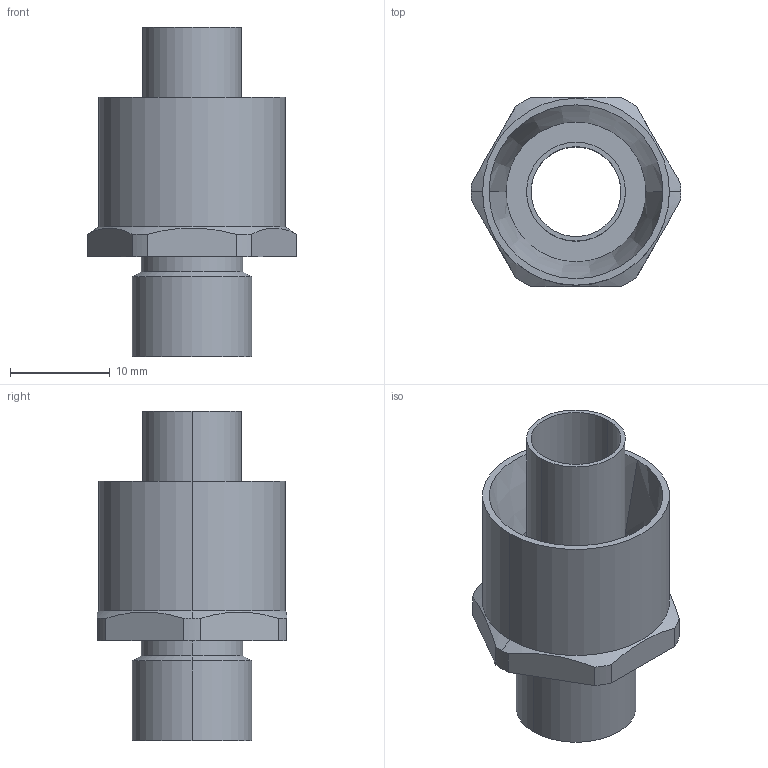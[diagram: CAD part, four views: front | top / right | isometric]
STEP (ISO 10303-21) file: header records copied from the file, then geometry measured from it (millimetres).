
FILE_DESCRIPTION(('Creo Elements/Direct Modeling STEP Export'),'2;1');
FILE_NAME('model.stp','2019-05-04T 2:11:43',(''),(''),'Creo Elements/Direct Modeling STEP processor for AP214 (Solid Model)','Creo Elements/Direct Modeling 20.1A 29-Sep-2018 (C) Parametric Technology GmbH','');
FILE_SCHEMA(('AUTOMOTIVE_DESIGN { 1 0 10303 214 1 1 1 1 }'));
Length unit declared in the file: millimetre
Products named in the file (2): WP_GT_BRASS_M12-select
Assembly tree (1 placements, depth 2):
  WP_GT_BRASS_M12-select
    WP_GT_BRASS_M12-select
Bounding box: 21 x 19 x 33 mm (x, y, z)
Volume: 2922.6 mm3; surface area: 3687.4 mm2
Topology: 1 solids, 1 shells, 38 faces, 88 edges, 56 vertices
Faces by surface type: cylinder 20, plane 12, cone 6
Entity records: 1716 total; most frequent: CARTESIAN_POINT 585, ORIENTED_EDGE 176, DIRECTION 144, EDGE_CURVE 88, VERTEX_POINT 56, AXIS2_PLACEMENT_3D 53, EDGE_LOOP 44, COLOUR_RGB 39
